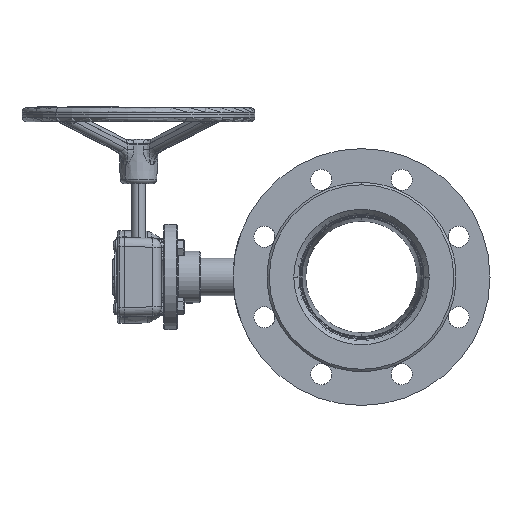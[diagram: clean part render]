
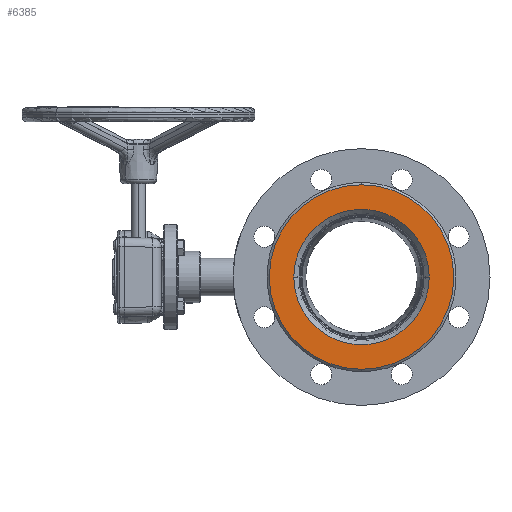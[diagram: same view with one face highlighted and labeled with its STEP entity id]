
A CAD part, left-side view. The second image highlights one B-rep face of the part: STEP entity #6385.
In plain terms, the highlighted planar face has unit normal (-1, 0, 0).
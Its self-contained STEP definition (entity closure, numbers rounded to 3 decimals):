
#2486 = AXIS2_PLACEMENT_3D ( 'NONE', #3329, #50267, #26061 ) ;
#2852 = CIRCLE ( 'NONE', #38431, 58. ) ;
#3329 = CARTESIAN_POINT ( 'NONE',  ( -175., 71.142, 0. ) ) ;
#6385 = ADVANCED_FACE ( 'NONE', ( #33147, #8968 ), #9895, .F. ) ;
#7915 = DIRECTION ( 'NONE',  ( -1., 0., 0. ) ) ;
#8968 = FACE_OUTER_BOUND ( 'NONE', #58565, .T. ) ;
#9895 = PLANE ( 'NONE',  #24876 ) ;
#12359 = DIRECTION ( 'NONE',  ( 0., 0., 1. ) ) ;
#13040 = EDGE_CURVE ( 'NONE', #52325, #18635, #2852, .T. ) ;
#13860 = EDGE_LOOP ( 'NONE', ( #29299, #53376 ) ) ;
#14980 = DIRECTION ( 'NONE',  ( 1., 0., 0. ) ) ;
#18635 = VERTEX_POINT ( 'NONE', #50363 ) ;
#21261 = DIRECTION ( 'NONE',  ( -1., 0., 0. ) ) ;
#24114 = EDGE_CURVE ( 'NONE', #18635, #52325, #43070, .T. ) ;
#24511 = CARTESIAN_POINT ( 'NONE',  ( -175., 71.142, 58. ) ) ;
#24876 = AXIS2_PLACEMENT_3D ( 'NONE', #29312, #14980, #34407 ) ;
#25819 = ORIENTED_EDGE ( 'NONE', *, *, #48152, .T. ) ;
#26061 = DIRECTION ( 'NONE',  ( 0., 0., 1. ) ) ;
#29299 = ORIENTED_EDGE ( 'NONE', *, *, #13040, .F. ) ;
#29312 = CARTESIAN_POINT ( 'NONE',  ( -175., 129.142, 0. ) ) ;
#30469 = DIRECTION ( 'NONE',  ( 0., 0., 1. ) ) ;
#31112 = DIRECTION ( 'NONE',  ( 0., 0., 1. ) ) ;
#33147 = FACE_BOUND ( 'NONE', #13860, .T. ) ;
#33985 = DIRECTION ( 'NONE',  ( -1., 0., 0. ) ) ;
#34012 = CIRCLE ( 'NONE', #2486, 79. ) ;
#34407 = DIRECTION ( 'NONE',  ( 0., 0., -1. ) ) ;
#38431 = AXIS2_PLACEMENT_3D ( 'NONE', #48328, #33985, #30469 ) ;
#40926 = ORIENTED_EDGE ( 'NONE', *, *, #58750, .T. ) ;
#43070 = CIRCLE ( 'NONE', #56332, 58. ) ;
#43710 = CARTESIAN_POINT ( 'NONE',  ( -175., 71.142, -79. ) ) ;
#44954 = CARTESIAN_POINT ( 'NONE',  ( -175., 71.142, 79. ) ) ;
#45787 = CARTESIAN_POINT ( 'NONE',  ( -175., 71.142, 0. ) ) ;
#48152 = EDGE_CURVE ( 'NONE', #49608, #55991, #50602, .T. ) ;
#48328 = CARTESIAN_POINT ( 'NONE',  ( -175., 71.142, 0. ) ) ;
#49608 = VERTEX_POINT ( 'NONE', #43710 ) ;
#50267 = DIRECTION ( 'NONE',  ( -1., 0., 0. ) ) ;
#50363 = CARTESIAN_POINT ( 'NONE',  ( -175., 71.142, -58. ) ) ;
#50602 = CIRCLE ( 'NONE', #59801, 79. ) ;
#52325 = VERTEX_POINT ( 'NONE', #24511 ) ;
#53376 = ORIENTED_EDGE ( 'NONE', *, *, #24114, .F. ) ;
#55991 = VERTEX_POINT ( 'NONE', #44954 ) ;
#56332 = AXIS2_PLACEMENT_3D ( 'NONE', #45787, #21261, #31112 ) ;
#57263 = CARTESIAN_POINT ( 'NONE',  ( -175., 71.142, 0. ) ) ;
#58565 = EDGE_LOOP ( 'NONE', ( #25819, #40926 ) ) ;
#58750 = EDGE_CURVE ( 'NONE', #55991, #49608, #34012, .T. ) ;
#59801 = AXIS2_PLACEMENT_3D ( 'NONE', #57263, #7915, #12359 ) ;
